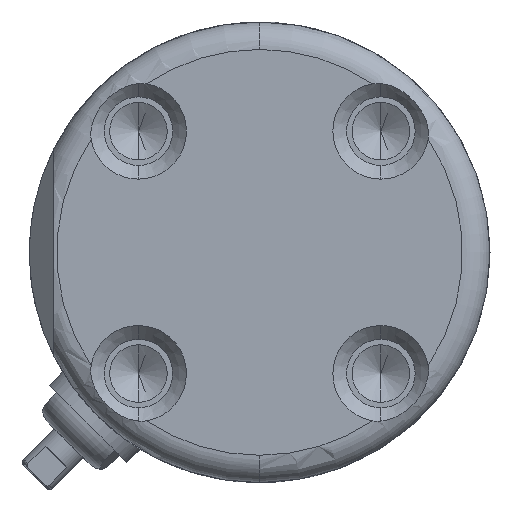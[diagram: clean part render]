
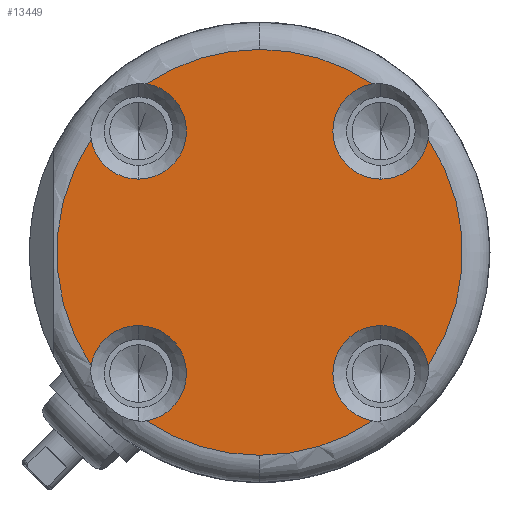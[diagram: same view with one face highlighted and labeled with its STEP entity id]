
A CAD part, left-side view. The second image highlights one B-rep face of the part: STEP entity #13449.
In plain terms, the highlighted planar face has unit normal (-1, 0, 0).
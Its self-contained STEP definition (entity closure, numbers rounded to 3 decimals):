
#88 = CIRCLE ( 'NONE', #11635, 3.5 ) ;
#133 = DIRECTION ( 'NONE',  ( 0., 0., -1. ) ) ;
#463 = DIRECTION ( 'NONE',  ( -1., 0., 0. ) ) ;
#629 = CARTESIAN_POINT ( 'NONE',  ( -34., 12.289, -8.248 ) ) ;
#1152 = EDGE_CURVE ( 'NONE', #4944, #14925, #34159, .T. ) ;
#1398 = DIRECTION ( 'NONE',  ( 0., 0., -1. ) ) ;
#1589 = FACE_OUTER_BOUND ( 'NONE', #19541, .T. ) ;
#1837 = DIRECTION ( 'NONE',  ( -1., 0., 0. ) ) ;
#2057 = VERTEX_POINT ( 'NONE', #13420 ) ;
#2172 = CARTESIAN_POINT ( 'NONE',  ( -34., 0., 14.8 ) ) ;
#2190 = DIRECTION ( 'NONE',  ( 0., 0., -1. ) ) ;
#2345 = DIRECTION ( 'NONE',  ( -1., 0., 0. ) ) ;
#2617 = CARTESIAN_POINT ( 'NONE',  ( -34., 8.839, 8.839 ) ) ;
#2879 = CARTESIAN_POINT ( 'NONE',  ( -34., 12.289, 8.248 ) ) ;
#2963 = CARTESIAN_POINT ( 'NONE',  ( -34., 8.839, -5.339 ) ) ;
#3962 = CARTESIAN_POINT ( 'NONE',  ( -34., 8.248, 12.289 ) ) ;
#4341 = CIRCLE ( 'NONE', #6786, 3.5 ) ;
#4495 = CARTESIAN_POINT ( 'NONE',  ( -34., 0., 0. ) ) ;
#4724 = CARTESIAN_POINT ( 'NONE',  ( -34., -8.839, 5.339 ) ) ;
#4761 = CARTESIAN_POINT ( 'NONE',  ( -34., -8.839, -5.339 ) ) ;
#4944 = VERTEX_POINT ( 'NONE', #629 ) ;
#5682 = EDGE_CURVE ( 'NONE', #33077, #12355, #8281, .T. ) ;
#6020 = DIRECTION ( 'NONE',  ( -1., 0., 0. ) ) ;
#6703 = ORIENTED_EDGE ( 'NONE', *, *, #24700, .T. ) ;
#6786 = AXIS2_PLACEMENT_3D ( 'NONE', #22882, #24956, #19665 ) ;
#7202 = VERTEX_POINT ( 'NONE', #27218 ) ;
#7856 = DIRECTION ( 'NONE',  ( 0., 0., -1. ) ) ;
#8142 = CARTESIAN_POINT ( 'NONE',  ( -34., -12.289, -8.248 ) ) ;
#8281 = CIRCLE ( 'NONE', #30672, 3.5 ) ;
#8288 = DIRECTION ( 'NONE',  ( 0., 0., -1. ) ) ;
#8450 = VERTEX_POINT ( 'NONE', #2172 ) ;
#8484 = ORIENTED_EDGE ( 'NONE', *, *, #16443, .T. ) ;
#8500 = CARTESIAN_POINT ( 'NONE',  ( -34., 8.248, -12.289 ) ) ;
#8701 = CARTESIAN_POINT ( 'NONE',  ( -34., 0., 0. ) ) ;
#8977 = VERTEX_POINT ( 'NONE', #2879 ) ;
#9301 = DIRECTION ( 'NONE',  ( 0., 0., -1. ) ) ;
#9421 = DIRECTION ( 'NONE',  ( 1., 0., 0. ) ) ;
#9490 = AXIS2_PLACEMENT_3D ( 'NONE', #32708, #463, #35379 ) ;
#9702 = VERTEX_POINT ( 'NONE', #27360 ) ;
#9808 = CIRCLE ( 'NONE', #24336, 14.8 ) ;
#10165 = VERTEX_POINT ( 'NONE', #4724 ) ;
#10431 = CIRCLE ( 'NONE', #26176, 14.8 ) ;
#10780 = DIRECTION ( 'NONE',  ( 0., 0., -1. ) ) ;
#10892 = CARTESIAN_POINT ( 'NONE',  ( -34., 0., 0. ) ) ;
#11111 = CARTESIAN_POINT ( 'NONE',  ( -34., 0., 0. ) ) ;
#11635 = AXIS2_PLACEMENT_3D ( 'NONE', #22132, #25343, #8288 ) ;
#11766 = DIRECTION ( 'NONE',  ( 1., 0., 0. ) ) ;
#12355 = VERTEX_POINT ( 'NONE', #8142 ) ;
#12865 = CIRCLE ( 'NONE', #17713, 14.8 ) ;
#12885 = ORIENTED_EDGE ( 'NONE', *, *, #22329, .T. ) ;
#13183 = DIRECTION ( 'NONE',  ( 1., 0., 0. ) ) ;
#13420 = CARTESIAN_POINT ( 'NONE',  ( -34., -12.289, 8.248 ) ) ;
#13449 = ADVANCED_FACE ( 'NONE', ( #1589 ), #30252, .F. ) ;
#13711 = VERTEX_POINT ( 'NONE', #28205 ) ;
#13891 = DIRECTION ( 'NONE',  ( -1., 0., 0. ) ) ;
#14002 = DIRECTION ( 'NONE',  ( 1., 0., 0. ) ) ;
#14731 = EDGE_CURVE ( 'NONE', #8450, #26976, #32372, .T. ) ;
#14807 = ORIENTED_EDGE ( 'NONE', *, *, #30067, .T. ) ;
#14825 = VERTEX_POINT ( 'NONE', #8500 ) ;
#14925 = VERTEX_POINT ( 'NONE', #2963 ) ;
#15347 = ORIENTED_EDGE ( 'NONE', *, *, #27587, .T. ) ;
#16443 = EDGE_CURVE ( 'NONE', #34926, #9702, #12865, .T. ) ;
#16860 = DIRECTION ( 'NONE',  ( 0., 0., -1. ) ) ;
#17147 = CARTESIAN_POINT ( 'NONE',  ( -34., -8.839, 8.839 ) ) ;
#17713 = AXIS2_PLACEMENT_3D ( 'NONE', #11111, #34255, #2190 ) ;
#17754 = ORIENTED_EDGE ( 'NONE', *, *, #1152, .T. ) ;
#17768 = EDGE_CURVE ( 'NONE', #26976, #7202, #20718, .T. ) ;
#17834 = CARTESIAN_POINT ( 'NONE',  ( -34., -8.839, -8.839 ) ) ;
#18145 = CARTESIAN_POINT ( 'NONE',  ( -34., -8.839, -8.839 ) ) ;
#19194 = ORIENTED_EDGE ( 'NONE', *, *, #22122, .T. ) ;
#19541 = EDGE_LOOP ( 'NONE', ( #25838, #21413, #15347, #12885, #6703, #14807, #20309, #28263, #23552, #28539, #17754, #34917, #19194, #8484 ) ) ;
#19665 = DIRECTION ( 'NONE',  ( 0., 0., -1. ) ) ;
#20309 = ORIENTED_EDGE ( 'NONE', *, *, #14731, .T. ) ;
#20718 = CIRCLE ( 'NONE', #35266, 3.5 ) ;
#21413 = ORIENTED_EDGE ( 'NONE', *, *, #5682, .T. ) ;
#21602 = CIRCLE ( 'NONE', #9490, 14.8 ) ;
#22122 = EDGE_CURVE ( 'NONE', #14825, #34926, #21602, .T. ) ;
#22132 = CARTESIAN_POINT ( 'NONE',  ( -34., 8.839, 8.839 ) ) ;
#22329 = EDGE_CURVE ( 'NONE', #2057, #10165, #26427, .T. ) ;
#22612 = DIRECTION ( 'NONE',  ( 0., 0., -1. ) ) ;
#22882 = CARTESIAN_POINT ( 'NONE',  ( -34., 8.839, -8.839 ) ) ;
#23021 = DIRECTION ( 'NONE',  ( 1., 0., 0. ) ) ;
#23052 = EDGE_CURVE ( 'NONE', #9702, #33077, #31319, .T. ) ;
#23552 = ORIENTED_EDGE ( 'NONE', *, *, #37256, .T. ) ;
#24336 = AXIS2_PLACEMENT_3D ( 'NONE', #28301, #13891, #22612 ) ;
#24700 = EDGE_CURVE ( 'NONE', #10165, #13711, #33195, .T. ) ;
#24956 = DIRECTION ( 'NONE',  ( 1., 0., 0. ) ) ;
#25256 = DIRECTION ( 'NONE',  ( 1., 0., 0. ) ) ;
#25343 = DIRECTION ( 'NONE',  ( 1., 0., 0. ) ) ;
#25816 = CARTESIAN_POINT ( 'NONE',  ( -34., -8.839, 8.839 ) ) ;
#25838 = ORIENTED_EDGE ( 'NONE', *, *, #23052, .T. ) ;
#26176 = AXIS2_PLACEMENT_3D ( 'NONE', #10892, #2345, #7856 ) ;
#26427 = CIRCLE ( 'NONE', #33716, 3.5 ) ;
#26925 = AXIS2_PLACEMENT_3D ( 'NONE', #27395, #13183, #1398 ) ;
#26976 = VERTEX_POINT ( 'NONE', #3962 ) ;
#27218 = CARTESIAN_POINT ( 'NONE',  ( -34., 8.839, 5.339 ) ) ;
#27360 = CARTESIAN_POINT ( 'NONE',  ( -34., -8.248, -12.289 ) ) ;
#27395 = CARTESIAN_POINT ( 'NONE',  ( -34., 16.8, 0. ) ) ;
#27587 = EDGE_CURVE ( 'NONE', #12355, #2057, #9808, .T. ) ;
#28205 = CARTESIAN_POINT ( 'NONE',  ( -34., -8.248, 12.289 ) ) ;
#28263 = ORIENTED_EDGE ( 'NONE', *, *, #17768, .T. ) ;
#28301 = CARTESIAN_POINT ( 'NONE',  ( -34., 0., 0. ) ) ;
#28539 = ORIENTED_EDGE ( 'NONE', *, *, #29251, .T. ) ;
#29251 = EDGE_CURVE ( 'NONE', #8977, #4944, #10431, .T. ) ;
#29288 = CARTESIAN_POINT ( 'NONE',  ( -34., 0., -14.8 ) ) ;
#29384 = CARTESIAN_POINT ( 'NONE',  ( -34., 8.839, -8.839 ) ) ;
#29495 = AXIS2_PLACEMENT_3D ( 'NONE', #17834, #11766, #9301 ) ;
#29572 = DIRECTION ( 'NONE',  ( 0., 0., -1. ) ) ;
#29713 = DIRECTION ( 'NONE',  ( 0., 0., -1. ) ) ;
#30067 = EDGE_CURVE ( 'NONE', #13711, #8450, #30463, .T. ) ;
#30179 = AXIS2_PLACEMENT_3D ( 'NONE', #25816, #25256, #36854 ) ;
#30252 = PLANE ( 'NONE',  #26925 ) ;
#30463 = CIRCLE ( 'NONE', #36522, 14.8 ) ;
#30672 = AXIS2_PLACEMENT_3D ( 'NONE', #18145, #9421, #29713 ) ;
#31319 = CIRCLE ( 'NONE', #29495, 3.5 ) ;
#32372 = CIRCLE ( 'NONE', #35424, 14.8 ) ;
#32708 = CARTESIAN_POINT ( 'NONE',  ( -34., 0., 0. ) ) ;
#33077 = VERTEX_POINT ( 'NONE', #4761 ) ;
#33161 = DIRECTION ( 'NONE',  ( 1., 0., 0. ) ) ;
#33195 = CIRCLE ( 'NONE', #30179, 3.5 ) ;
#33716 = AXIS2_PLACEMENT_3D ( 'NONE', #17147, #23021, #34414 ) ;
#34159 = CIRCLE ( 'NONE', #34754, 3.5 ) ;
#34255 = DIRECTION ( 'NONE',  ( -1., 0., 0. ) ) ;
#34414 = DIRECTION ( 'NONE',  ( 0., 0., -1. ) ) ;
#34754 = AXIS2_PLACEMENT_3D ( 'NONE', #29384, #33161, #29572 ) ;
#34917 = ORIENTED_EDGE ( 'NONE', *, *, #37116, .T. ) ;
#34926 = VERTEX_POINT ( 'NONE', #29288 ) ;
#35266 = AXIS2_PLACEMENT_3D ( 'NONE', #2617, #14002, #16860 ) ;
#35379 = DIRECTION ( 'NONE',  ( 0., 0., -1. ) ) ;
#35424 = AXIS2_PLACEMENT_3D ( 'NONE', #4495, #1837, #10780 ) ;
#36522 = AXIS2_PLACEMENT_3D ( 'NONE', #8701, #6020, #133 ) ;
#36854 = DIRECTION ( 'NONE',  ( 0., 0., -1. ) ) ;
#37116 = EDGE_CURVE ( 'NONE', #14925, #14825, #4341, .T. ) ;
#37256 = EDGE_CURVE ( 'NONE', #7202, #8977, #88, .T. ) ;
